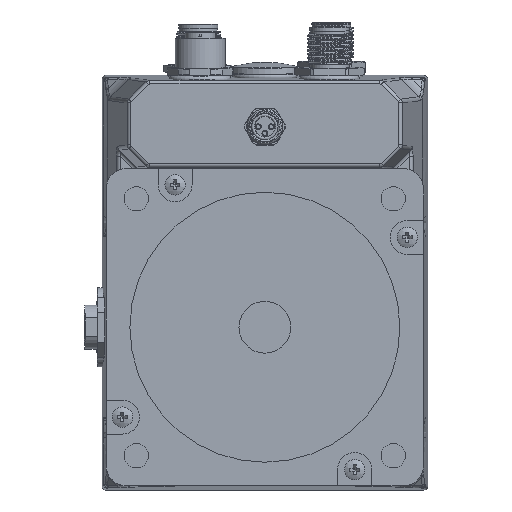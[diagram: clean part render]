
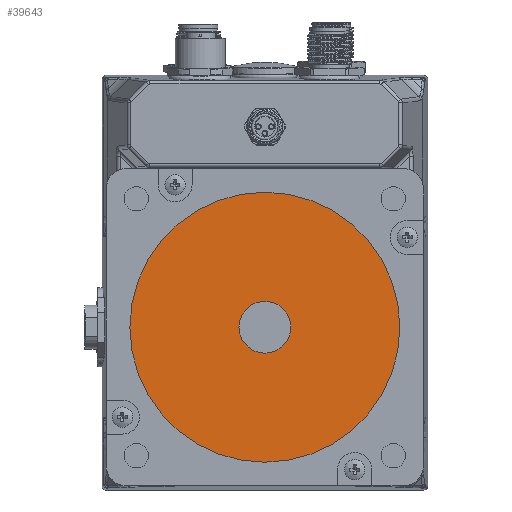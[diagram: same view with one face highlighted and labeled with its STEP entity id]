
A CAD part, front view. The second image highlights one B-rep face of the part: STEP entity #39643.
In plain terms, the highlighted planar face has unit normal (0, -1, 0).
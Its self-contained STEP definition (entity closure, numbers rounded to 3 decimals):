
#896=FACE_BOUND('',#14112,.T.);
#1793=PLANE('',#43401);
#11743=FACE_OUTER_BOUND('',#14111,.T.);
#14111=EDGE_LOOP('',(#36091));
#14112=EDGE_LOOP('',(#36092));
#15944=CIRCLE('',#43386,7.);
#15953=CIRCLE('',#43402,36.513);
#20028=VERTEX_POINT('',#100804);
#20053=VERTEX_POINT('',#100864);
#25393=EDGE_CURVE('',#20028,#20028,#15944,.T.);
#25420=EDGE_CURVE('',#20053,#20053,#15953,.T.);
#36091=ORIENTED_EDGE('',*,*,#25420,.F.);
#36092=ORIENTED_EDGE('',*,*,#25393,.T.);
#39643=ADVANCED_FACE('',(#11743,#896),#1793,.F.);
#43386=AXIS2_PLACEMENT_3D('',#100806,#53252,#53253);
#43401=AXIS2_PLACEMENT_3D('',#100863,#53300,#53301);
#43402=AXIS2_PLACEMENT_3D('',#100865,#53302,#53303);
#53252=DIRECTION('center_axis',(0.,1.,0.));
#53253=DIRECTION('ref_axis',(1.,0.,0.));
#53300=DIRECTION('center_axis',(0.,1.,0.));
#53301=DIRECTION('ref_axis',(-1.,0.,0.));
#53302=DIRECTION('center_axis',(0.,1.,0.));
#53303=DIRECTION('ref_axis',(-1.,0.,0.));
#100804=CARTESIAN_POINT('',(-7.,-138.,43.91));
#100806=CARTESIAN_POINT('Origin',(0.,-138.,43.91));
#100863=CARTESIAN_POINT('Origin',(0.,-138.,43.91));
#100864=CARTESIAN_POINT('',(36.513,-138.,43.91));
#100865=CARTESIAN_POINT('Origin',(0.,-138.,43.91));
